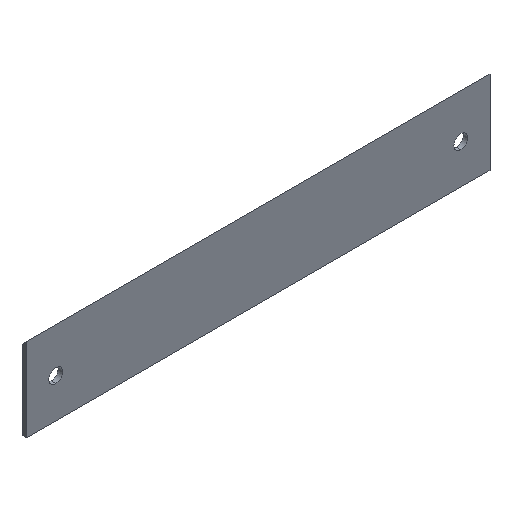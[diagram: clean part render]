
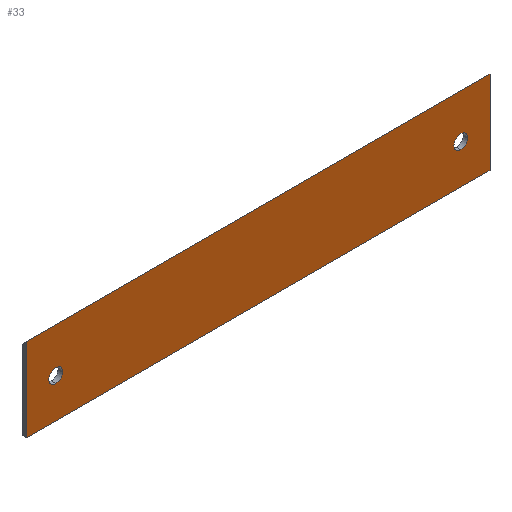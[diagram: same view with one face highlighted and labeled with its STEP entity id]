
A CAD part, isometric view. The second image highlights one B-rep face of the part: STEP entity #33.
In plain terms, the highlighted planar face has unit normal (0, -1, 0).
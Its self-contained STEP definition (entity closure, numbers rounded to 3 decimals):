
#14 = LINE ( 'NONE', #214, #173 ) ;
#19 = VECTOR ( 'NONE', #147, 1000. ) ;
#29 = EDGE_LOOP ( 'NONE', ( #253, #152 ) ) ;
#32 = VERTEX_POINT ( 'NONE', #334 ) ;
#33 = ADVANCED_FACE ( 'NONE', ( #36, #321, #104 ), #180, .T. ) ;
#34 = DIRECTION ( 'NONE',  ( 0., -1., 0. ) ) ;
#36 = FACE_BOUND ( 'NONE', #29, .T. ) ;
#40 = CARTESIAN_POINT ( 'NONE',  ( -50., 0., 9. ) ) ;
#44 = EDGE_CURVE ( 'NONE', #192, #229, #69, .T. ) ;
#48 = DIRECTION ( 'NONE',  ( 0., 0., -1. ) ) ;
#54 = EDGE_CURVE ( 'NONE', #229, #32, #343, .T. ) ;
#55 = CARTESIAN_POINT ( 'NONE',  ( 43.71, 0., 1. ) ) ;
#58 = EDGE_LOOP ( 'NONE', ( #298, #283, #280, #70 ) ) ;
#59 = CARTESIAN_POINT ( 'NONE',  ( -50., 0., 9. ) ) ;
#65 = EDGE_CURVE ( 'NONE', #331, #233, #201, .T. ) ;
#69 = LINE ( 'NONE', #179, #19 ) ;
#70 = ORIENTED_EDGE ( 'NONE', *, *, #176, .F. ) ;
#77 = DIRECTION ( 'NONE',  ( 0., -1., 0. ) ) ;
#82 = DIRECTION ( 'NONE',  ( 0., 0., -1. ) ) ;
#84 = DIRECTION ( 'NONE',  ( 0., -1., 0. ) ) ;
#101 = DIRECTION ( 'NONE',  ( 0., -1., 0. ) ) ;
#104 = FACE_OUTER_BOUND ( 'NONE', #58, .T. ) ;
#107 = AXIS2_PLACEMENT_3D ( 'NONE', #312, #34, #119 ) ;
#110 = DIRECTION ( 'NONE',  ( 0., 0., -1. ) ) ;
#112 = AXIS2_PLACEMENT_3D ( 'NONE', #194, #84, #110 ) ;
#113 = VERTEX_POINT ( 'NONE', #294 ) ;
#119 = DIRECTION ( 'NONE',  ( 0., 0., -1. ) ) ;
#123 = ORIENTED_EDGE ( 'NONE', *, *, #285, .F. ) ;
#137 = CARTESIAN_POINT ( 'NONE',  ( 50., 0., 9. ) ) ;
#138 = CIRCLE ( 'NONE', #112, 1.5 ) ;
#142 = ORIENTED_EDGE ( 'NONE', *, *, #172, .F. ) ;
#147 = DIRECTION ( 'NONE',  ( 1., 0., 0. ) ) ;
#152 = ORIENTED_EDGE ( 'NONE', *, *, #65, .F. ) ;
#153 = CARTESIAN_POINT ( 'NONE',  ( -43.71, 0., -0.5 ) ) ;
#172 = EDGE_CURVE ( 'NONE', #213, #337, #308, .T. ) ;
#173 = VECTOR ( 'NONE', #341, 1000. ) ;
#176 = EDGE_CURVE ( 'NONE', #32, #113, #14, .T. ) ;
#179 = CARTESIAN_POINT ( 'NONE',  ( -50., 0., 9. ) ) ;
#180 = PLANE ( 'NONE',  #107 ) ;
#192 = VERTEX_POINT ( 'NONE', #40 ) ;
#194 = CARTESIAN_POINT ( 'NONE',  ( -43.71, 0., -0.5 ) ) ;
#196 = CARTESIAN_POINT ( 'NONE',  ( -43.71, 0., -2. ) ) ;
#197 = DIRECTION ( 'NONE',  ( 0., 0., 1. ) ) ;
#198 = LINE ( 'NONE', #59, #282 ) ;
#201 = CIRCLE ( 'NONE', #243, 1.5 ) ;
#205 = CIRCLE ( 'NONE', #208, 1.5 ) ;
#206 = EDGE_LOOP ( 'NONE', ( #142, #123 ) ) ;
#208 = AXIS2_PLACEMENT_3D ( 'NONE', #303, #245, #82 ) ;
#213 = VERTEX_POINT ( 'NONE', #55 ) ;
#214 = CARTESIAN_POINT ( 'NONE',  ( -50., 0., -9. ) ) ;
#217 = CARTESIAN_POINT ( 'NONE',  ( -43.71, 0., 1. ) ) ;
#229 = VERTEX_POINT ( 'NONE', #137 ) ;
#233 = VERTEX_POINT ( 'NONE', #217 ) ;
#234 = CARTESIAN_POINT ( 'NONE',  ( 50., 0., 9. ) ) ;
#235 = CARTESIAN_POINT ( 'NONE',  ( 43.71, 0., -0.5 ) ) ;
#243 = AXIS2_PLACEMENT_3D ( 'NONE', #153, #77, #48 ) ;
#245 = DIRECTION ( 'NONE',  ( 0., -1., 0. ) ) ;
#253 = ORIENTED_EDGE ( 'NONE', *, *, #271, .F. ) ;
#257 = VECTOR ( 'NONE', #261, 1000. ) ;
#261 = DIRECTION ( 'NONE',  ( 0., 0., -1. ) ) ;
#271 = EDGE_CURVE ( 'NONE', #233, #331, #138, .T. ) ;
#280 = ORIENTED_EDGE ( 'NONE', *, *, #300, .F. ) ;
#282 = VECTOR ( 'NONE', #197, 1000. ) ;
#283 = ORIENTED_EDGE ( 'NONE', *, *, #44, .F. ) ;
#285 = EDGE_CURVE ( 'NONE', #337, #213, #205, .T. ) ;
#294 = CARTESIAN_POINT ( 'NONE',  ( -50., 0., -9. ) ) ;
#298 = ORIENTED_EDGE ( 'NONE', *, *, #54, .F. ) ;
#300 = EDGE_CURVE ( 'NONE', #113, #192, #198, .T. ) ;
#303 = CARTESIAN_POINT ( 'NONE',  ( 43.71, 0., -0.5 ) ) ;
#304 = CARTESIAN_POINT ( 'NONE',  ( 43.71, 0., -2. ) ) ;
#308 = CIRCLE ( 'NONE', #349, 1.5 ) ;
#312 = CARTESIAN_POINT ( 'NONE',  ( 0., 0., 0. ) ) ;
#319 = DIRECTION ( 'NONE',  ( 0., 0., -1. ) ) ;
#321 = FACE_BOUND ( 'NONE', #206, .T. ) ;
#331 = VERTEX_POINT ( 'NONE', #196 ) ;
#334 = CARTESIAN_POINT ( 'NONE',  ( 50., 0., -9. ) ) ;
#337 = VERTEX_POINT ( 'NONE', #304 ) ;
#341 = DIRECTION ( 'NONE',  ( -1., 0., 0. ) ) ;
#343 = LINE ( 'NONE', #234, #257 ) ;
#349 = AXIS2_PLACEMENT_3D ( 'NONE', #235, #101, #319 ) ;
